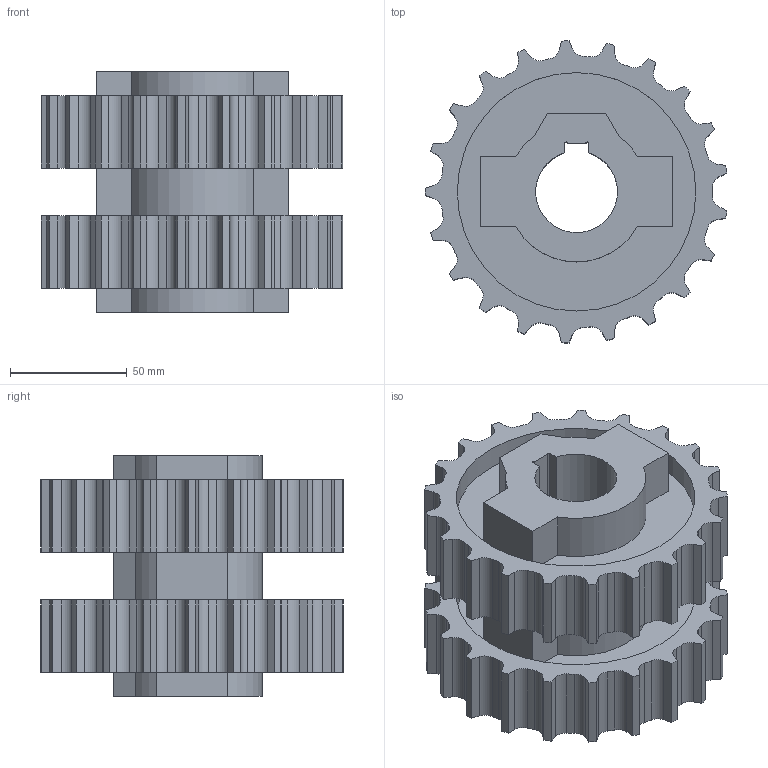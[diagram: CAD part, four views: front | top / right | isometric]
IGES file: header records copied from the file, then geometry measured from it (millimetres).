
Start section:  PTC IGES file: ns821t21r35-catalogo.igs
Global section: file name: ns821t21r35-catalogo.igs; native system: Pro/ENGINEER by Parametric Technology Corporation; preprocessor: 2005310; author: RCRU51; organization: Unknown; date: 091118.092913; units: millimetre
Bounding box: 129 x 129.34 x 103 mm (x, y, z)
Surface area: 115452.9 mm2 (no closed solid volume)
Topology: 0 solids, 0 shells, 312 faces, 1812 edges, 1812 vertices
Faces by surface type: revolution 188, bspline 124
